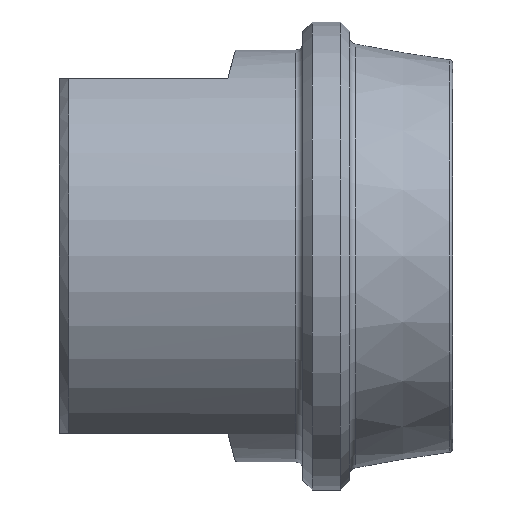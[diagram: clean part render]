
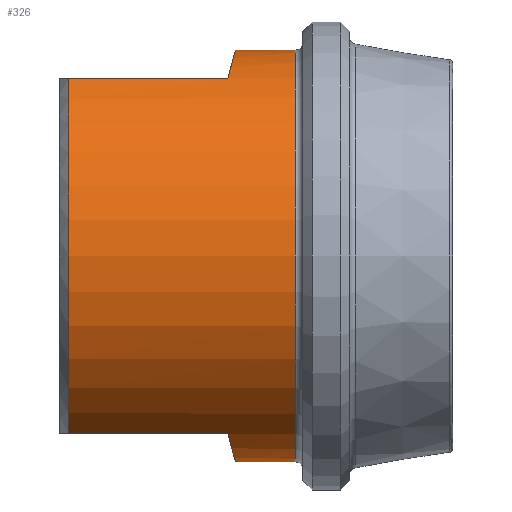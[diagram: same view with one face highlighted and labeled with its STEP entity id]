
A CAD part, front view. The second image highlights one B-rep face of the part: STEP entity #326.
In plain terms, the highlighted cylindrical face has radius 11 mm (diameter 22 mm), a full revolution.
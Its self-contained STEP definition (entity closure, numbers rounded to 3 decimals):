
#28=CIRCLE('',#369,11.);
#29=CIRCLE('',#370,11.);
#30=CIRCLE('',#371,11.);
#31=CIRCLE('',#372,11.);
#32=CIRCLE('',#373,11.);
#55=CYLINDRICAL_SURFACE('',#368,11.);
#66=FACE_OUTER_BOUND('',#86,.T.);
#86=EDGE_LOOP('',(#234,#235,#236,#237,#238,#239,#240,#241,#242,#243,#244,
#245,#246));
#107=LINE('',#534,#122);
#109=LINE('',#545,#124);
#111=LINE('',#553,#126);
#113=LINE('',#564,#128);
#114=LINE('',#570,#129);
#122=VECTOR('',#420,10.);
#124=VECTOR('',#422,10.);
#126=VECTOR('',#430,10.);
#128=VECTOR('',#432,10.);
#129=VECTOR('',#437,11.);
#136=ELLIPSE('',#363,11.388,11.);
#137=ELLIPSE('',#366,11.388,11.);
#138=VERTEX_POINT('',#528);
#139=VERTEX_POINT('',#529);
#140=VERTEX_POINT('',#533);
#143=VERTEX_POINT('',#541);
#144=VERTEX_POINT('',#547);
#145=VERTEX_POINT('',#548);
#146=VERTEX_POINT('',#552);
#149=VERTEX_POINT('',#560);
#150=VERTEX_POINT('',#566);
#151=VERTEX_POINT('',#567);
#152=VERTEX_POINT('',#569);
#170=EDGE_CURVE('',#138,#139,#136,.T.);
#172=EDGE_CURVE('',#140,#138,#107,.T.);
#176=EDGE_CURVE('',#139,#143,#109,.T.);
#177=EDGE_CURVE('',#144,#145,#137,.T.);
#179=EDGE_CURVE('',#146,#144,#111,.T.);
#183=EDGE_CURVE('',#145,#149,#113,.T.);
#184=EDGE_CURVE('',#150,#151,#28,.T.);
#185=EDGE_CURVE('',#150,#152,#114,.T.);
#186=EDGE_CURVE('',#146,#152,#29,.T.);
#187=EDGE_CURVE('',#140,#149,#30,.T.);
#188=EDGE_CURVE('',#152,#143,#31,.T.);
#189=EDGE_CURVE('',#151,#150,#32,.T.);
#234=ORIENTED_EDGE('',*,*,#184,.F.);
#235=ORIENTED_EDGE('',*,*,#185,.T.);
#236=ORIENTED_EDGE('',*,*,#186,.F.);
#237=ORIENTED_EDGE('',*,*,#179,.T.);
#238=ORIENTED_EDGE('',*,*,#177,.T.);
#239=ORIENTED_EDGE('',*,*,#183,.T.);
#240=ORIENTED_EDGE('',*,*,#187,.F.);
#241=ORIENTED_EDGE('',*,*,#172,.T.);
#242=ORIENTED_EDGE('',*,*,#170,.T.);
#243=ORIENTED_EDGE('',*,*,#176,.T.);
#244=ORIENTED_EDGE('',*,*,#188,.F.);
#245=ORIENTED_EDGE('',*,*,#185,.F.);
#246=ORIENTED_EDGE('',*,*,#189,.F.);
#326=ADVANCED_FACE('',(#66),#55,.T.);
#363=AXIS2_PLACEMENT_3D('',#530,#415,#416);
#366=AXIS2_PLACEMENT_3D('',#549,#425,#426);
#368=AXIS2_PLACEMENT_3D('',#565,#433,#434);
#369=AXIS2_PLACEMENT_3D('',#568,#435,#436);
#370=AXIS2_PLACEMENT_3D('',#571,#438,#439);
#371=AXIS2_PLACEMENT_3D('',#572,#440,#441);
#372=AXIS2_PLACEMENT_3D('',#573,#442,#443);
#373=AXIS2_PLACEMENT_3D('',#574,#444,#445);
#415=DIRECTION('center_axis',(0.966,0.,-0.259));
#416=DIRECTION('ref_axis',(0.259,0.,0.966));
#420=DIRECTION('',(1.,0.,0.));
#422=DIRECTION('',(-1.,0.,0.));
#425=DIRECTION('center_axis',(0.966,0.,0.259));
#426=DIRECTION('ref_axis',(-0.259,0.,0.966));
#430=DIRECTION('',(1.,0.,0.));
#432=DIRECTION('',(-1.,0.,0.));
#433=DIRECTION('center_axis',(1.,0.,0.));
#434=DIRECTION('ref_axis',(0.,1.,0.));
#435=DIRECTION('center_axis',(1.,0.,0.));
#436=DIRECTION('ref_axis',(0.,-1.,0.));
#437=DIRECTION('',(-1.,0.,0.));
#438=DIRECTION('center_axis',(-1.,0.,0.));
#439=DIRECTION('ref_axis',(0.,-1.,0.));
#440=DIRECTION('center_axis',(-1.,0.,0.));
#441=DIRECTION('ref_axis',(0.,-1.,0.));
#442=DIRECTION('center_axis',(-1.,0.,0.));
#443=DIRECTION('ref_axis',(0.,-1.,0.));
#444=DIRECTION('center_axis',(1.,0.,0.));
#445=DIRECTION('ref_axis',(0.,-1.,0.));
#528=CARTESIAN_POINT('',(-12.,5.545,9.5));
#529=CARTESIAN_POINT('',(-12.,-5.545,9.5));
#530=CARTESIAN_POINT('Origin',(-14.546,0.,
0.));
#533=CARTESIAN_POINT('',(-20.5,5.545,9.5));
#534=CARTESIAN_POINT('',(-14.5,5.545,9.5));
#541=CARTESIAN_POINT('',(-20.5,-5.545,9.5));
#545=CARTESIAN_POINT('',(-14.5,-5.545,9.5));
#547=CARTESIAN_POINT('',(-12.,-5.545,-9.5));
#548=CARTESIAN_POINT('',(-12.,5.545,-9.5));
#549=CARTESIAN_POINT('Origin',(-14.546,0.,
0.));
#552=CARTESIAN_POINT('',(-20.5,-5.545,-9.5));
#553=CARTESIAN_POINT('',(-14.5,-5.545,-9.5));
#560=CARTESIAN_POINT('',(-20.5,5.545,-9.5));
#564=CARTESIAN_POINT('',(-14.5,5.545,-9.5));
#565=CARTESIAN_POINT('Origin',(-14.5,0.,0.));
#566=CARTESIAN_POINT('',(-8.4,-11.,0.));
#567=CARTESIAN_POINT('',(-8.4,0.,11.));
#568=CARTESIAN_POINT('Origin',(-8.4,0.,0.));
#569=CARTESIAN_POINT('',(-20.5,-11.,0.));
#570=CARTESIAN_POINT('',(-14.5,-11.,0.));
#571=CARTESIAN_POINT('Origin',(-20.5,0.,0.));
#572=CARTESIAN_POINT('Origin',(-20.5,0.,0.));
#573=CARTESIAN_POINT('Origin',(-20.5,0.,0.));
#574=CARTESIAN_POINT('Origin',(-8.4,0.,0.));
